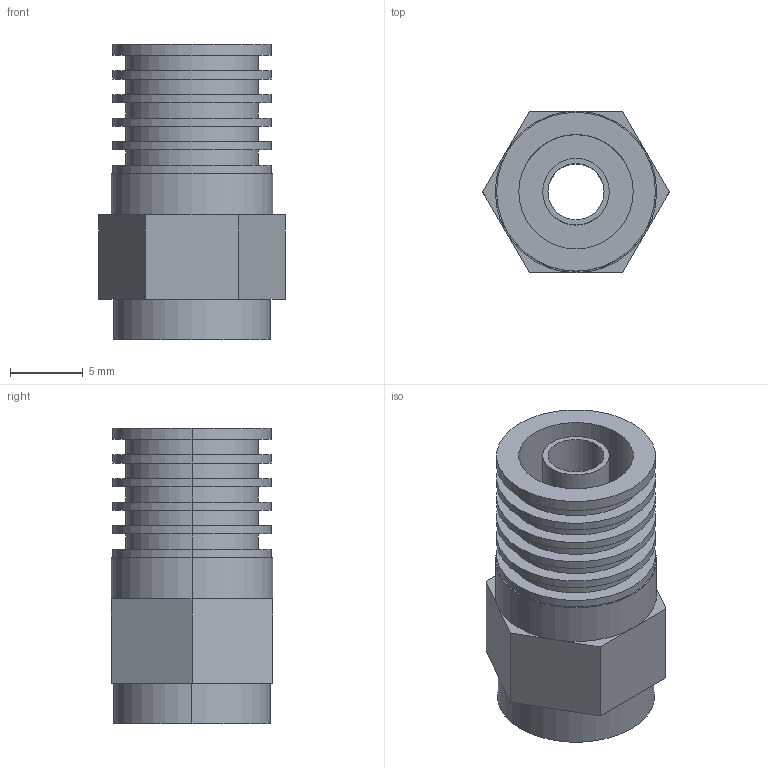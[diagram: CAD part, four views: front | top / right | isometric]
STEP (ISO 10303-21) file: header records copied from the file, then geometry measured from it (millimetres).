
FILE_DESCRIPTION (( 'STEP AP203' ), '1' );
FILE_NAME ('BAC-CFS59U.STEP', '2006-06-30T19:33:34', ( ' ' ), ( ' ' ), 'SwSTEP 2.0', 'SolidWorks 2005354', '' );
FILE_SCHEMA (( 'CONFIG_CONTROL_DESIGN' ));
Length unit declared in the file: inch
Products named in the file (1): BAC-CFS59U
Bounding box: 12.82 x 11.1 x 20.32 mm (x, y, z)
Volume: 1090.4 mm3; surface area: 1824.5 mm2
Topology: 1 solids, 1 shells, 63 faces, 132 edges, 86 vertices
Faces by surface type: cylinder 34, plane 29
Entity records: 1795 total; most frequent: DIRECTION 334, CARTESIAN_POINT 282, ORIENTED_EDGE 264, AXIS2_PLACEMENT_3D 138, EDGE_CURVE 132, VERTEX_POINT 86, EDGE_LOOP 80, CIRCLE 74
